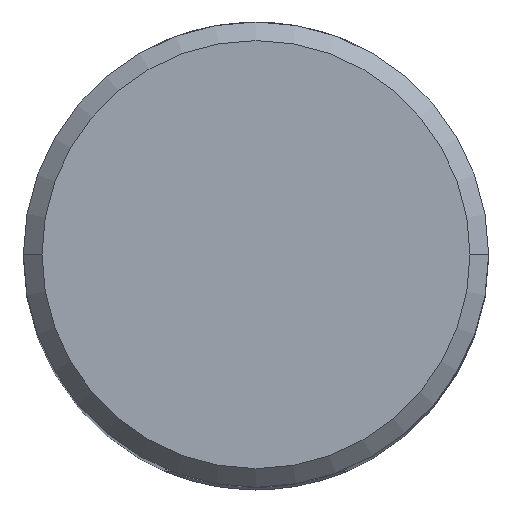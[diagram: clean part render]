
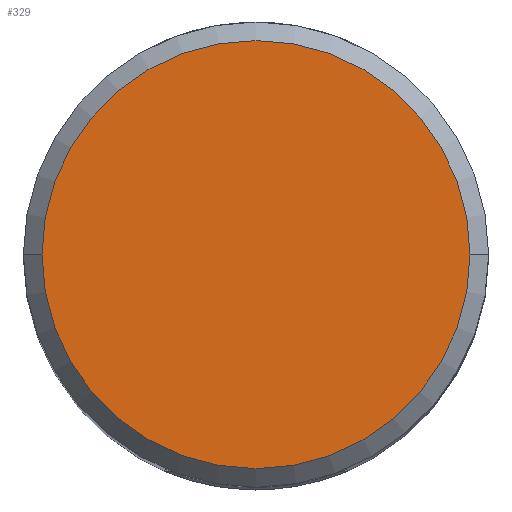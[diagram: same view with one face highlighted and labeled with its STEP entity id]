
A CAD part, top view. The second image highlights one B-rep face of the part: STEP entity #329.
In plain terms, the highlighted planar face has unit normal (0, 0, 1).
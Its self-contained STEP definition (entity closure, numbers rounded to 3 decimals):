
#110=PLANE('',#2635);
#169=FACE_OUTER_BOUND('',#525,.T.);
#329=ADVANCED_FACE('',(#169),#110,.T.);
#525=EDGE_LOOP('',(#814,#815));
#679=CIRCLE('',#2629,11.5);
#682=CIRCLE('',#2634,11.5);
#814=ORIENTED_EDGE('',*,*,#1851,.T.);
#815=ORIENTED_EDGE('',*,*,#1846,.T.);
#1560=VERTEX_POINT('',#3557);
#1561=VERTEX_POINT('',#3558);
#1846=EDGE_CURVE('',#1560,#1561,#679,.T.);
#1851=EDGE_CURVE('',#1561,#1560,#682,.T.);
#2629=AXIS2_PLACEMENT_3D('',#3556,#2883,#2884);
#2634=AXIS2_PLACEMENT_3D('',#3567,#2895,#2896);
#2635=AXIS2_PLACEMENT_3D('',#3568,#2897,#2898);
#2883=DIRECTION('',(0.,0.,1.));
#2884=DIRECTION('',(-1.,0.,0.));
#2895=DIRECTION('',(0.,0.,1.));
#2896=DIRECTION('',(-1.,0.,0.));
#2897=DIRECTION('',(0.,0.,1.));
#2898=DIRECTION('',(1.,0.,0.));
#3556=CARTESIAN_POINT('',(0.,0.,0.));
#3557=CARTESIAN_POINT('',(-11.5,0.,0.));
#3558=CARTESIAN_POINT('',(11.5,0.,0.));
#3567=CARTESIAN_POINT('',(0.,0.,0.));
#3568=CARTESIAN_POINT('',(0.,-3.,0.));
